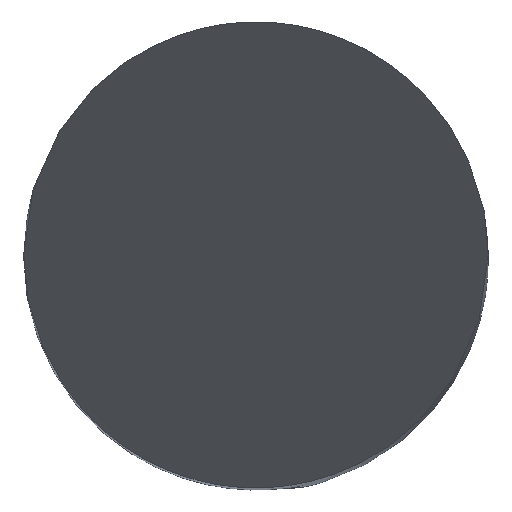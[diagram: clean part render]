
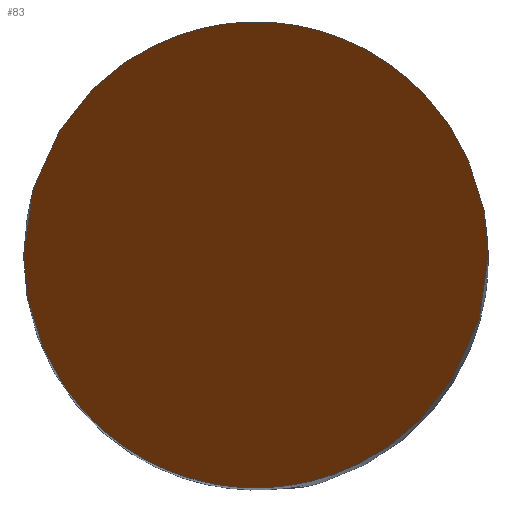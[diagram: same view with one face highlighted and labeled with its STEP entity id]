
A CAD part, top view. The second image highlights one B-rep face of the part: STEP entity #83.
In plain terms, the highlighted planar face has unit normal (0, -0.866, 0.5).
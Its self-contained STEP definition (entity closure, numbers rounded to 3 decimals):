
#57=PLANE('',#682);
#83=ADVANCED_FACE('',(#126),#57,.F.);
#126=FACE_OUTER_BOUND('',#161,.T.);
#161=EDGE_LOOP('',(#355,#356));
#355=ORIENTED_EDGE('',*,*,#556,.F.);
#356=ORIENTED_EDGE('',*,*,#557,.F.);
#484=VERTEX_POINT('',#1207);
#485=VERTEX_POINT('',#1208);
#556=EDGE_CURVE('',#484,#485,#629,.T.);
#557=EDGE_CURVE('',#485,#484,#630,.T.);
#629=(
BOUNDED_CURVE()
B_SPLINE_CURVE(3,(#1203,#1204,#1205,#1206),.UNSPECIFIED.,.F.,.F.)
B_SPLINE_CURVE_WITH_KNOTS((4,4),(0.,1.),.UNSPECIFIED.)
CURVE()
GEOMETRIC_REPRESENTATION_ITEM()
RATIONAL_B_SPLINE_CURVE((1.,0.333,0.333,1.))
REPRESENTATION_ITEM('')
);
#630=(
BOUNDED_CURVE()
B_SPLINE_CURVE(3,(#1209,#1210,#1211,#1212),.UNSPECIFIED.,.F.,.F.)
B_SPLINE_CURVE_WITH_KNOTS((4,4),(0.,1.),.UNSPECIFIED.)
CURVE()
GEOMETRIC_REPRESENTATION_ITEM()
RATIONAL_B_SPLINE_CURVE((1.,0.333,0.333,1.))
REPRESENTATION_ITEM('')
);
#682=AXIS2_PLACEMENT_3D('',#1222,#766,#767);
#766=DIRECTION('',(0.,0.866,-0.5));
#767=DIRECTION('',(0.,-0.5,-0.866));
#1203=CARTESIAN_POINT('',(-3.,0.,0.));
#1204=CARTESIAN_POINT('',(-3.,6.,10.392));
#1205=CARTESIAN_POINT('',(3.,6.,10.392));
#1206=CARTESIAN_POINT('',(3.,0.,0.));
#1207=CARTESIAN_POINT('',(-3.,0.,0.));
#1208=CARTESIAN_POINT('',(3.,0.,0.));
#1209=CARTESIAN_POINT('',(3.,0.,0.));
#1210=CARTESIAN_POINT('',(3.,-6.,-10.392));
#1211=CARTESIAN_POINT('',(-3.,-6.,-10.392));
#1212=CARTESIAN_POINT('',(-3.,0.,0.));
#1222=CARTESIAN_POINT('',(3.,3.,5.196));
